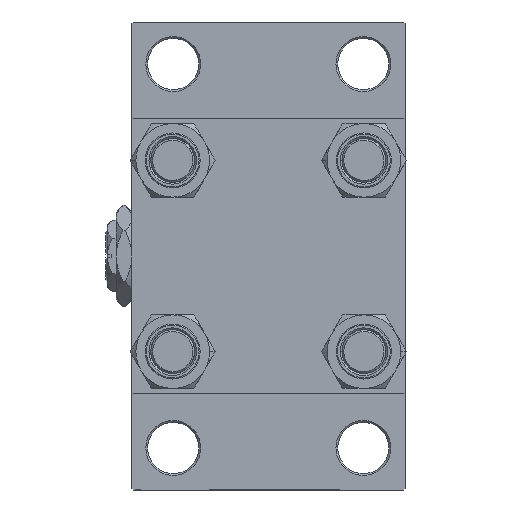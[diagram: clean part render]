
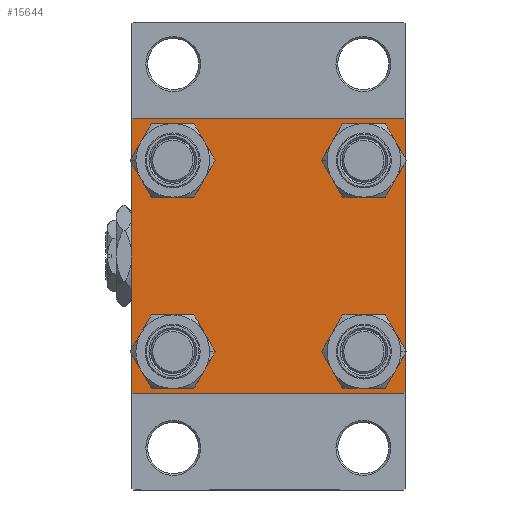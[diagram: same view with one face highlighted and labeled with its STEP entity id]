
A CAD part, left-side view. The second image highlights one B-rep face of the part: STEP entity #15644.
In plain terms, the highlighted planar face has unit normal (-1, 0, 0).
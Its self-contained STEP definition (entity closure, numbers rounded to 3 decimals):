
#22 = PLANE ( 'NONE',  #48271 ) ;
#146 = EDGE_CURVE ( 'NONE', #42984, #38873, #25567, .T. ) ;
#147 = CARTESIAN_POINT ( 'NONE',  ( 0., 37.25, 37.25 ) ) ;
#314 = DIRECTION ( 'NONE',  ( 0., -1., 0. ) ) ;
#436 = AXIS2_PLACEMENT_3D ( 'NONE', #21380, #48294, #6202 ) ;
#611 = DIRECTION ( 'NONE',  ( 0., 0., 1. ) ) ;
#1094 = VECTOR ( 'NONE', #7805, 1000. ) ;
#1213 = DIRECTION ( 'NONE',  ( 0., 0., 1. ) ) ;
#1337 = CARTESIAN_POINT ( 'NONE',  ( 0., -37.25, -37.25 ) ) ;
#1923 = VERTEX_POINT ( 'NONE', #43917 ) ;
#2244 = ORIENTED_EDGE ( 'NONE', *, *, #12777, .T. ) ;
#2844 = VECTOR ( 'NONE', #42937, 1000. ) ;
#3050 = CARTESIAN_POINT ( 'NONE',  ( 0., -37., 37.5 ) ) ;
#3267 = EDGE_CURVE ( 'NONE', #8811, #46971, #19295, .T. ) ;
#3535 = CARTESIAN_POINT ( 'NONE',  ( 0., 0., 0. ) ) ;
#3552 = DIRECTION ( 'NONE',  ( 1., 0., 0. ) ) ;
#3965 = DIRECTION ( 'NONE',  ( 0., 0., 1. ) ) ;
#4391 = LINE ( 'NONE', #147, #27535 ) ;
#5426 = CARTESIAN_POINT ( 'NONE',  ( 0., -37.5, 37.5 ) ) ;
#5591 = CIRCLE ( 'NONE', #11122, 6.5 ) ;
#6202 = DIRECTION ( 'NONE',  ( 0., 0., 1. ) ) ;
#6349 = CARTESIAN_POINT ( 'NONE',  ( 0., 37., -37.5 ) ) ;
#6805 = ORIENTED_EDGE ( 'NONE', *, *, #28485, .T. ) ;
#7281 = AXIS2_PLACEMENT_3D ( 'NONE', #26517, #22538, #611 ) ;
#7361 = EDGE_CURVE ( 'NONE', #12769, #28453, #32023, .T. ) ;
#7805 = DIRECTION ( 'NONE',  ( 0., 0.707, 0.707 ) ) ;
#8269 = CARTESIAN_POINT ( 'NONE',  ( 0., 26.15, -26.15 ) ) ;
#8301 = LINE ( 'NONE', #8550, #41348 ) ;
#8550 = CARTESIAN_POINT ( 'NONE',  ( 0., 37.5, -37.5 ) ) ;
#8811 = VERTEX_POINT ( 'NONE', #44961 ) ;
#9079 = LINE ( 'NONE', #1337, #2844 ) ;
#10017 = DIRECTION ( 'NONE',  ( 0., 0., -1. ) ) ;
#10521 = EDGE_LOOP ( 'NONE', ( #18652, #12347 ) ) ;
#10560 = AXIS2_PLACEMENT_3D ( 'NONE', #39312, #12681, #1213 ) ;
#11122 = AXIS2_PLACEMENT_3D ( 'NONE', #23604, #27342, #42285 ) ;
#11609 = ORIENTED_EDGE ( 'NONE', *, *, #7361, .T. ) ;
#12259 = LINE ( 'NONE', #42885, #35757 ) ;
#12347 = ORIENTED_EDGE ( 'NONE', *, *, #30297, .T. ) ;
#12506 = DIRECTION ( 'NONE',  ( 0., -1., 0. ) ) ;
#12681 = DIRECTION ( 'NONE',  ( 1., 0., 0. ) ) ;
#12769 = VERTEX_POINT ( 'NONE', #15906 ) ;
#12777 = EDGE_CURVE ( 'NONE', #40935, #46451, #38068, .T. ) ;
#13329 = CARTESIAN_POINT ( 'NONE',  ( 0., 37.5, -37. ) ) ;
#13976 = VECTOR ( 'NONE', #37574, 1000. ) ;
#14311 = EDGE_CURVE ( 'NONE', #38651, #41833, #9079, .T. ) ;
#14482 = CARTESIAN_POINT ( 'NONE',  ( 0., 37., 37.5 ) ) ;
#14622 = VERTEX_POINT ( 'NONE', #3050 ) ;
#14961 = EDGE_CURVE ( 'NONE', #31445, #35144, #4391, .T. ) ;
#15039 = ORIENTED_EDGE ( 'NONE', *, *, #14961, .T. ) ;
#15644 = ADVANCED_FACE ( 'NONE', ( #49131, #22691, #23174, #34151, #34382 ), #22, .T. ) ;
#15906 = CARTESIAN_POINT ( 'NONE',  ( 0., -26.15, 19.65 ) ) ;
#17730 = LINE ( 'NONE', #20967, #27642 ) ;
#17855 = EDGE_CURVE ( 'NONE', #35144, #40935, #17730, .T. ) ;
#18652 = ORIENTED_EDGE ( 'NONE', *, *, #49263, .T. ) ;
#18733 = DIRECTION ( 'NONE',  ( 0., 0., 1. ) ) ;
#19015 = CARTESIAN_POINT ( 'NONE',  ( 0., -26.15, 32.65 ) ) ;
#19295 = CIRCLE ( 'NONE', #20112, 6.5 ) ;
#19533 = EDGE_LOOP ( 'NONE', ( #41784, #46486 ) ) ;
#20112 = AXIS2_PLACEMENT_3D ( 'NONE', #31349, #42824, #27121 ) ;
#20259 = AXIS2_PLACEMENT_3D ( 'NONE', #8269, #3552, #26437 ) ;
#20967 = CARTESIAN_POINT ( 'NONE',  ( 0., 37.5, 37.5 ) ) ;
#21380 = CARTESIAN_POINT ( 'NONE',  ( 0., -26.15, -26.15 ) ) ;
#21775 = CARTESIAN_POINT ( 'NONE',  ( 0., -37.5, -37. ) ) ;
#22538 = DIRECTION ( 'NONE',  ( 1., 0., 0. ) ) ;
#22691 = FACE_BOUND ( 'NONE', #19533, .T. ) ;
#23060 = DIRECTION ( 'NONE',  ( 0., 0.707, -0.707 ) ) ;
#23174 = FACE_BOUND ( 'NONE', #10521, .T. ) ;
#23454 = DIRECTION ( 'NONE',  ( 0., 0., 1. ) ) ;
#23604 = CARTESIAN_POINT ( 'NONE',  ( 0., 26.15, -26.15 ) ) ;
#24333 = LINE ( 'NONE', #5426, #41287 ) ;
#25567 = CIRCLE ( 'NONE', #7281, 6.5 ) ;
#25775 = CIRCLE ( 'NONE', #37664, 6.5 ) ;
#26437 = DIRECTION ( 'NONE',  ( 0., 0., 1. ) ) ;
#26517 = CARTESIAN_POINT ( 'NONE',  ( 0., -26.15, -26.15 ) ) ;
#26922 = DIRECTION ( 'NONE',  ( -1., 0., 0. ) ) ;
#26952 = DIRECTION ( 'NONE',  ( 1., 0., 0. ) ) ;
#27121 = DIRECTION ( 'NONE',  ( 0., 0., 1. ) ) ;
#27342 = DIRECTION ( 'NONE',  ( 1., 0., 0. ) ) ;
#27535 = VECTOR ( 'NONE', #23060, 1000. ) ;
#27642 = VECTOR ( 'NONE', #10017, 1000. ) ;
#27802 = EDGE_CURVE ( 'NONE', #46971, #8811, #25775, .T. ) ;
#27887 = EDGE_LOOP ( 'NONE', ( #40533, #42326 ) ) ;
#28270 = VERTEX_POINT ( 'NONE', #35738 ) ;
#28453 = VERTEX_POINT ( 'NONE', #19015 ) ;
#28485 = EDGE_CURVE ( 'NONE', #1923, #14622, #42146, .T. ) ;
#29459 = CARTESIAN_POINT ( 'NONE',  ( 0., -26.15, 26.15 ) ) ;
#29562 = CARTESIAN_POINT ( 'NONE',  ( 0., -26.15, -19.65 ) ) ;
#30297 = EDGE_CURVE ( 'NONE', #28270, #40831, #33760, .T. ) ;
#30631 = EDGE_LOOP ( 'NONE', ( #33485, #2244, #46212, #37818, #37756, #6805, #46771, #15039 ) ) ;
#30756 = CIRCLE ( 'NONE', #42679, 6.5 ) ;
#31349 = CARTESIAN_POINT ( 'NONE',  ( 0., 26.15, 26.15 ) ) ;
#31445 = VERTEX_POINT ( 'NONE', #14482 ) ;
#32023 = CIRCLE ( 'NONE', #10560, 6.5 ) ;
#32287 = CARTESIAN_POINT ( 'NONE',  ( 0., 26.15, 32.65 ) ) ;
#33485 = ORIENTED_EDGE ( 'NONE', *, *, #17855, .T. ) ;
#33760 = CIRCLE ( 'NONE', #20259, 6.5 ) ;
#34151 = FACE_BOUND ( 'NONE', #27887, .T. ) ;
#34382 = FACE_OUTER_BOUND ( 'NONE', #30631, .T. ) ;
#35144 = VERTEX_POINT ( 'NONE', #44093 ) ;
#35324 = EDGE_CURVE ( 'NONE', #38873, #42984, #47413, .T. ) ;
#35738 = CARTESIAN_POINT ( 'NONE',  ( 0., 26.15, -32.65 ) ) ;
#35757 = VECTOR ( 'NONE', #12506, 1000. ) ;
#35794 = DIRECTION ( 'NONE',  ( 0., 0., -1. ) ) ;
#35818 = EDGE_LOOP ( 'NONE', ( #36360, #11609 ) ) ;
#36360 = ORIENTED_EDGE ( 'NONE', *, *, #38518, .T. ) ;
#37574 = DIRECTION ( 'NONE',  ( 0., -0.707, -0.707 ) ) ;
#37664 = AXIS2_PLACEMENT_3D ( 'NONE', #42384, #26952, #23454 ) ;
#37756 = ORIENTED_EDGE ( 'NONE', *, *, #46965, .F. ) ;
#37818 = ORIENTED_EDGE ( 'NONE', *, *, #14311, .T. ) ;
#38068 = LINE ( 'NONE', #42043, #13976 ) ;
#38518 = EDGE_CURVE ( 'NONE', #28453, #12769, #30756, .T. ) ;
#38651 = VERTEX_POINT ( 'NONE', #44413 ) ;
#38873 = VERTEX_POINT ( 'NONE', #49267 ) ;
#39312 = CARTESIAN_POINT ( 'NONE',  ( 0., -26.15, 26.15 ) ) ;
#40533 = ORIENTED_EDGE ( 'NONE', *, *, #27802, .T. ) ;
#40831 = VERTEX_POINT ( 'NONE', #46202 ) ;
#40935 = VERTEX_POINT ( 'NONE', #13329 ) ;
#41287 = VECTOR ( 'NONE', #35794, 1000. ) ;
#41348 = VECTOR ( 'NONE', #314, 1000. ) ;
#41655 = CARTESIAN_POINT ( 'NONE',  ( 0., -37.25, 37.25 ) ) ;
#41784 = ORIENTED_EDGE ( 'NONE', *, *, #146, .T. ) ;
#41833 = VERTEX_POINT ( 'NONE', #21775 ) ;
#42043 = CARTESIAN_POINT ( 'NONE',  ( 0., 37.25, -37.25 ) ) ;
#42146 = LINE ( 'NONE', #41655, #1094 ) ;
#42285 = DIRECTION ( 'NONE',  ( 0., 0., 1. ) ) ;
#42326 = ORIENTED_EDGE ( 'NONE', *, *, #3267, .T. ) ;
#42384 = CARTESIAN_POINT ( 'NONE',  ( 0., 26.15, 26.15 ) ) ;
#42679 = AXIS2_PLACEMENT_3D ( 'NONE', #29459, #48418, #3965 ) ;
#42824 = DIRECTION ( 'NONE',  ( 1., 0., 0. ) ) ;
#42885 = CARTESIAN_POINT ( 'NONE',  ( 0., 37.5, 37.5 ) ) ;
#42937 = DIRECTION ( 'NONE',  ( 0., -0.707, 0.707 ) ) ;
#42984 = VERTEX_POINT ( 'NONE', #29562 ) ;
#43917 = CARTESIAN_POINT ( 'NONE',  ( 0., -37.5, 37. ) ) ;
#44093 = CARTESIAN_POINT ( 'NONE',  ( 0., 37.5, 37. ) ) ;
#44413 = CARTESIAN_POINT ( 'NONE',  ( 0., -37., -37.5 ) ) ;
#44805 = EDGE_CURVE ( 'NONE', #31445, #14622, #12259, .T. ) ;
#44961 = CARTESIAN_POINT ( 'NONE',  ( 0., 26.15, 19.65 ) ) ;
#46202 = CARTESIAN_POINT ( 'NONE',  ( 0., 26.15, -19.65 ) ) ;
#46212 = ORIENTED_EDGE ( 'NONE', *, *, #48783, .T. ) ;
#46451 = VERTEX_POINT ( 'NONE', #6349 ) ;
#46486 = ORIENTED_EDGE ( 'NONE', *, *, #35324, .T. ) ;
#46771 = ORIENTED_EDGE ( 'NONE', *, *, #44805, .F. ) ;
#46965 = EDGE_CURVE ( 'NONE', #1923, #41833, #24333, .T. ) ;
#46971 = VERTEX_POINT ( 'NONE', #32287 ) ;
#47413 = CIRCLE ( 'NONE', #436, 6.5 ) ;
#48271 = AXIS2_PLACEMENT_3D ( 'NONE', #3535, #26922, #18733 ) ;
#48294 = DIRECTION ( 'NONE',  ( 1., 0., 0. ) ) ;
#48418 = DIRECTION ( 'NONE',  ( 1., 0., 0. ) ) ;
#48783 = EDGE_CURVE ( 'NONE', #46451, #38651, #8301, .T. ) ;
#49131 = FACE_BOUND ( 'NONE', #35818, .T. ) ;
#49263 = EDGE_CURVE ( 'NONE', #40831, #28270, #5591, .T. ) ;
#49267 = CARTESIAN_POINT ( 'NONE',  ( 0., -26.15, -32.65 ) ) ;
